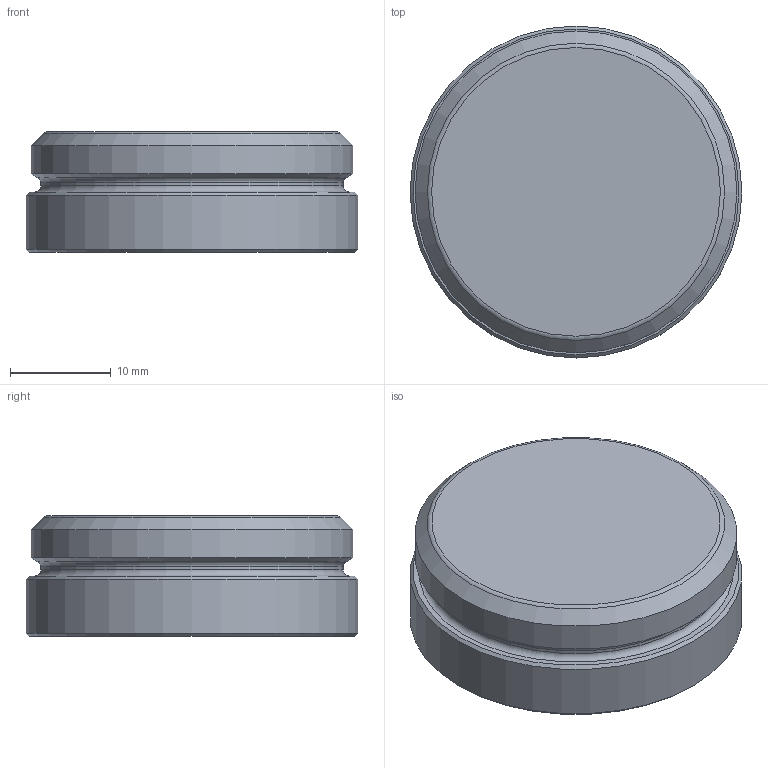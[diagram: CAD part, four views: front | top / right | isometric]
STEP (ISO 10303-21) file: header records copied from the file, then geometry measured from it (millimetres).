
FILE_DESCRIPTION(/* description */ ('Unknown'),/* implementation_level */ '2;1');
FILE_NAME(/* name */ '337020000',/* time_stamp */ '2020-07-10T09:35:46+02:00',/* author */ ('WTO KS'),/* organization */ ('WTO'),/* preprocessor_version */ 'ST-DEVELOPER v16.7',/* originating_system */ 'DEX',/* authorisation */ $);
FILE_SCHEMA (('AUTOMOTIVE_DESIGN {1 0 10303 214 3 1 1}'));
Length unit declared in the file: millimetre
Products named in the file (2): 090336_337020000_vereinfacht_STP_00415638; 090336_337020000_00275871
Assembly tree (1 placements, depth 2):
  090336_337020000_vereinfacht_STP_00415638
    090336_337020000_00275871
Bounding box: 33 x 33 x 12 mm (x, y, z)
Volume: 9429.1 mm3; surface area: 3126.8 mm2
Topology: 1 solids, 1 shells, 23 faces, 45 edges, 27 vertices
Faces by surface type: plane 11, cone 5, cylinder 4, torus 3
Full cylindrical faces by diameter (mm): 8 x1, 30.1 x1, 32 x1, 33 x1
Entity records: 595 total; most frequent: CARTESIAN_POINT 121, DIRECTION 92, ORIENTED_EDGE 66, AXIS2_PLACEMENT_3D 40, EDGE_LOOP 38, FACE_BOUND 38, EDGE_CURVE 33, VERTEX_POINT 27
